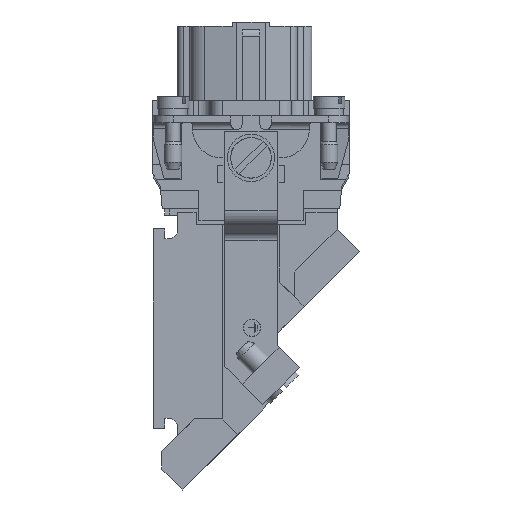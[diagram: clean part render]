
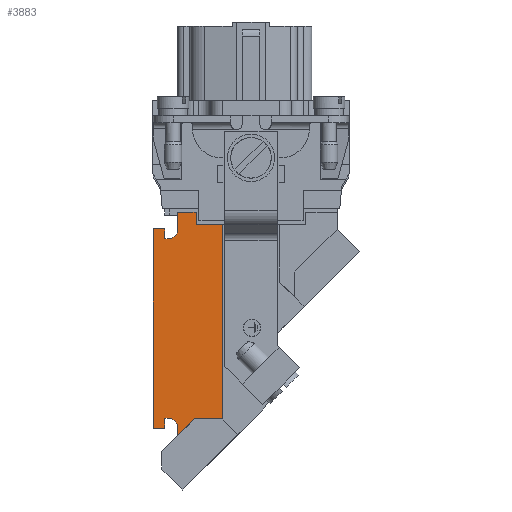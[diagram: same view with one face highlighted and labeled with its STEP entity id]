
A CAD part, left-side view. The second image highlights one B-rep face of the part: STEP entity #3883.
In plain terms, the highlighted planar face has unit normal (-1, 0, 0).
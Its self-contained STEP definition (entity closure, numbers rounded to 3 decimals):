
#3147=FACE_OUTER_BOUND('',#5710,.T.);
#3883=ADVANCED_FACE('',(#3147),#4740,.T.);
#4740=PLANE('',#20475);
#5710=EDGE_LOOP('',(#7158,#7159,#7160,#7161,#7162,#7163,#7164,#7165,#7166,
#7167,#7168,#7169,#7170,#7171,#7172,#7173,#7174));
#7158=ORIENTED_EDGE('',*,*,#12819,.T.);
#7159=ORIENTED_EDGE('',*,*,#12990,.T.);
#7160=ORIENTED_EDGE('',*,*,#12991,.T.);
#7161=ORIENTED_EDGE('',*,*,#12988,.T.);
#7162=ORIENTED_EDGE('',*,*,#12986,.T.);
#7163=ORIENTED_EDGE('',*,*,#12984,.T.);
#7164=ORIENTED_EDGE('',*,*,#12983,.T.);
#7165=ORIENTED_EDGE('',*,*,#12981,.T.);
#7166=ORIENTED_EDGE('',*,*,#12979,.T.);
#7167=ORIENTED_EDGE('',*,*,#12977,.T.);
#7168=ORIENTED_EDGE('',*,*,#12811,.T.);
#7169=ORIENTED_EDGE('',*,*,#12815,.T.);
#7170=ORIENTED_EDGE('',*,*,#12934,.T.);
#7171=ORIENTED_EDGE('',*,*,#12831,.T.);
#7172=ORIENTED_EDGE('',*,*,#12833,.T.);
#7173=ORIENTED_EDGE('',*,*,#12827,.T.);
#7174=ORIENTED_EDGE('',*,*,#12823,.T.);
#11273=VERTEX_POINT('',#26803);
#11274=VERTEX_POINT('',#26804);
#11277=VERTEX_POINT('',#26812);
#11280=VERTEX_POINT('',#26820);
#11281=VERTEX_POINT('',#26821);
#11282=VERTEX_POINT('',#26826);
#11284=VERTEX_POINT('',#26831);
#11286=VERTEX_POINT('',#26838);
#11289=VERTEX_POINT('',#26843);
#11406=VERTEX_POINT('',#27189);
#11407=VERTEX_POINT('',#27193);
#11408=VERTEX_POINT('',#27197);
#11409=VERTEX_POINT('',#27201);
#11410=VERTEX_POINT('',#27205);
#11411=VERTEX_POINT('',#27209);
#11412=VERTEX_POINT('',#27213);
#11413=VERTEX_POINT('',#27217);
#12811=EDGE_CURVE('',#11273,#11274,#16144,.T.);
#12815=EDGE_CURVE('',#11274,#11277,#16148,.T.);
#12819=EDGE_CURVE('',#11280,#11281,#16152,.T.);
#12823=EDGE_CURVE('',#11282,#11280,#16156,.T.);
#12827=EDGE_CURVE('',#11284,#11282,#16160,.T.);
#12831=EDGE_CURVE('',#11286,#11289,#16164,.T.);
#12833=EDGE_CURVE('',#11289,#11284,#16166,.T.);
#12934=EDGE_CURVE('',#11277,#11286,#16249,.T.);
#12977=EDGE_CURVE('',#11406,#11273,#16284,.T.);
#12979=EDGE_CURVE('',#11407,#11406,#16286,.T.);
#12981=EDGE_CURVE('',#11408,#11407,#16288,.T.);
#12983=EDGE_CURVE('',#11409,#11408,#16290,.T.);
#12984=EDGE_CURVE('',#11410,#11409,#16291,.T.);
#12986=EDGE_CURVE('',#11411,#11410,#16293,.T.);
#12988=EDGE_CURVE('',#11412,#11411,#16295,.T.);
#12990=EDGE_CURVE('',#11281,#11413,#16297,.T.);
#12991=EDGE_CURVE('',#11413,#11412,#16298,.T.);
#16144=LINE('',#26802,#17966);
#16148=LINE('',#26811,#17970);
#16152=LINE('',#26819,#17974);
#16156=LINE('',#26827,#17978);
#16160=LINE('',#26835,#17982);
#16164=LINE('',#26844,#17986);
#16166=LINE('',#26847,#17988);
#16249=LINE('',#27086,#18071);
#16284=LINE('',#27190,#18106);
#16286=LINE('',#27194,#18108);
#16288=LINE('',#27198,#18110);
#16290=LINE('',#27202,#18112);
#16291=LINE('',#27204,#18113);
#16293=LINE('',#27208,#18115);
#16295=LINE('',#27212,#18117);
#16297=LINE('',#27216,#18119);
#16298=LINE('',#27218,#18120);
#17966=VECTOR('',#22040,1.);
#17970=VECTOR('',#22046,1.);
#17974=VECTOR('',#22052,1.);
#17978=VECTOR('',#22058,1.);
#17982=VECTOR('',#22064,1.);
#17986=VECTOR('',#22070,1.);
#17988=VECTOR('',#22074,1.);
#18071=VECTOR('',#22197,1.);
#18106=VECTOR('',#22248,1.);
#18108=VECTOR('',#22252,1.);
#18110=VECTOR('',#22256,1.);
#18112=VECTOR('',#22260,1.);
#18113=VECTOR('',#22263,1.);
#18115=VECTOR('',#22267,1.);
#18117=VECTOR('',#22271,1.);
#18119=VECTOR('',#22275,1.);
#18120=VECTOR('',#22276,1.);
#20475=AXIS2_PLACEMENT_3D('',#27219,#22277,#22278);
#22040=DIRECTION('',(0.,-1.,0.));
#22046=DIRECTION('',(0.,0.,1.));
#22052=DIRECTION('',(0.,1.,0.));
#22058=DIRECTION('',(0.,0.707,-0.707));
#22064=DIRECTION('',(0.,0.,-1.));
#22070=DIRECTION('',(0.,0.,1.));
#22074=DIRECTION('',(0.,1.,0.));
#22197=DIRECTION('',(0.,1.,0.));
#22248=DIRECTION('',(0.,-0.707,0.707));
#22252=DIRECTION('',(0.,0.,-1.));
#22256=DIRECTION('',(0.,-0.707,-0.707));
#22260=DIRECTION('',(0.,-1.,0.));
#22263=DIRECTION('',(0.,0.,1.));
#22267=DIRECTION('',(0.,-1.,0.));
#22271=DIRECTION('',(0.,0.,-1.));
#22275=DIRECTION('',(0.,0.,1.));
#22276=DIRECTION('',(0.,1.,0.));
#22277=DIRECTION('',(-1.,0.,0.));
#22278=DIRECTION('',(0.,-1.,0.));
#26802=CARTESIAN_POINT('',(-15.85,9.849,-51.255));
#26803=CARTESIAN_POINT('',(-15.85,9.849,-51.255));
#26804=CARTESIAN_POINT('',(-15.85,5.,-51.255));
#26811=CARTESIAN_POINT('',(-15.85,5.,-51.255));
#26812=CARTESIAN_POINT('',(-15.85,5.,-17.619));
#26819=CARTESIAN_POINT('',(-15.85,13.7,-20.069));
#26820=CARTESIAN_POINT('',(-15.85,13.7,-20.069));
#26821=CARTESIAN_POINT('',(-15.85,14.9,-20.069));
#26826=CARTESIAN_POINT('',(-15.85,12.7,-19.069));
#26827=CARTESIAN_POINT('',(-15.85,12.7,-19.069));
#26831=CARTESIAN_POINT('',(-15.85,12.7,-15.519));
#26835=CARTESIAN_POINT('',(-15.85,12.7,-15.519));
#26838=CARTESIAN_POINT('',(-15.85,9.5,-17.619));
#26843=CARTESIAN_POINT('',(-15.85,9.5,-15.519));
#26844=CARTESIAN_POINT('',(-15.85,9.5,-17.619));
#26847=CARTESIAN_POINT('',(-15.85,9.5,-15.519));
#27086=CARTESIAN_POINT('',(-15.85,5.,-17.619));
#27189=CARTESIAN_POINT('',(-15.85,12.7,-54.106));
#27190=CARTESIAN_POINT('',(-15.85,12.7,-54.106));
#27193=CARTESIAN_POINT('',(-15.85,12.7,-52.169));
#27194=CARTESIAN_POINT('',(-15.85,12.7,-52.169));
#27197=CARTESIAN_POINT('',(-15.85,13.7,-51.169));
#27198=CARTESIAN_POINT('',(-15.85,13.7,-51.169));
#27201=CARTESIAN_POINT('',(-15.85,14.9,-51.169));
#27202=CARTESIAN_POINT('',(-15.85,14.5,-51.169));
#27204=CARTESIAN_POINT('',(-15.85,14.9,-52.369));
#27205=CARTESIAN_POINT('',(-15.85,14.9,-52.869));
#27208=CARTESIAN_POINT('',(-15.85,16.4,-52.869));
#27209=CARTESIAN_POINT('',(-15.85,16.9,-52.869));
#27212=CARTESIAN_POINT('',(-15.85,16.9,-18.869));
#27213=CARTESIAN_POINT('',(-15.85,16.9,-18.369));
#27216=CARTESIAN_POINT('',(-15.85,14.9,-19.669));
#27217=CARTESIAN_POINT('',(-15.85,14.9,-18.369));
#27218=CARTESIAN_POINT('',(-15.85,15.4,-18.369));
#27219=CARTESIAN_POINT('',(-15.85,17.845,-55.206));
